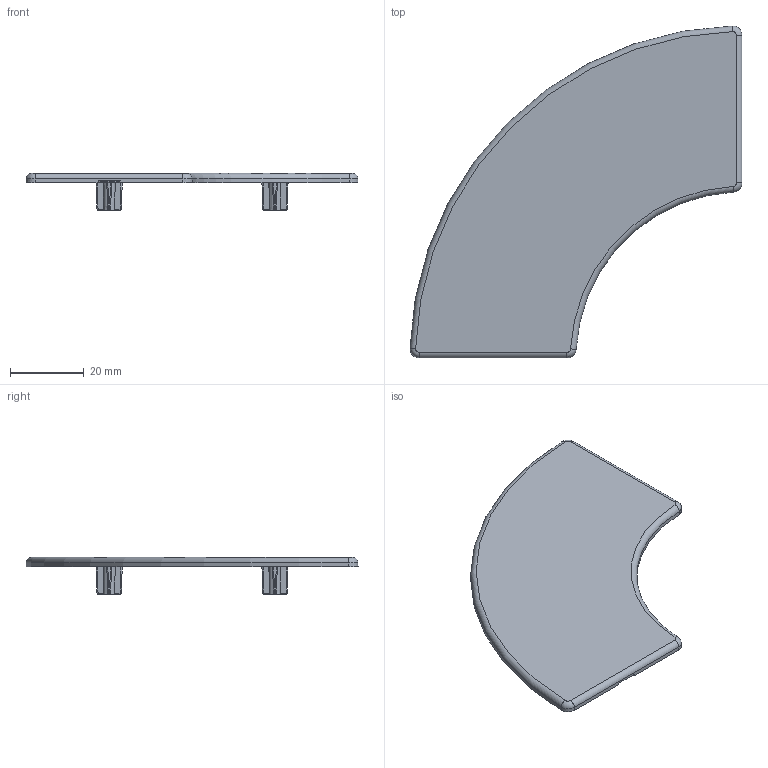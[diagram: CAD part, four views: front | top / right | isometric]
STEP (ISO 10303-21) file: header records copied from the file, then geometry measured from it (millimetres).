
FILE_DESCRIPTION (( 'STEP AP203' ), '1' );
FILE_NAME ('084.201.086.STEP', '2019-11-08T10:46:04', ( '' ), ( '' ), 'SwSTEP 2.0', 'SolidWorks 2018', '' );
FILE_SCHEMA (( 'CONFIG_CONTROL_DESIGN' ));
Length unit declared in the file: millimetre
Products named in the file (1): 084.201.086
Bounding box: 89.96 x 89.96 x 10.1 mm (x, y, z)
Volume: 10034.8 mm3; surface area: 10602.1 mm2
Topology: 1 solids, 1 shells, 369 faces, 939 edges, 591 vertices
Faces by surface type: plane 207, bspline 60, torus 32, cone 30, cylinder 24, sphere 16
Entity records: 11977 total; most frequent: CARTESIAN_POINT 3514, ORIENTED_EDGE 1844, DIRECTION 1574, EDGE_CURVE 922, VERTEX_POINT 586, VECTOR 546, LINE 546, AXIS2_PLACEMENT_3D 514
